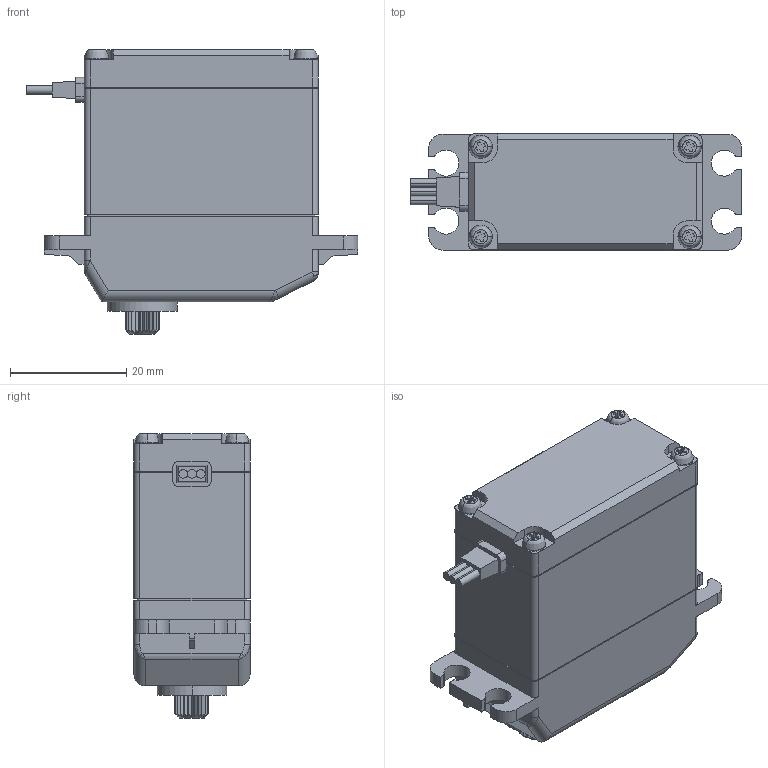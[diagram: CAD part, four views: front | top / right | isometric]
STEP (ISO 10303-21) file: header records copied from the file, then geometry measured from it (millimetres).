
FILE_DESCRIPTION (( 'STEP AP203' ), '1' );
FILE_NAME ('Savox SA1230SG.STEP', '2019-04-03T06:48:25', ( '' ), ( '' ), 'SwSTEP 2.0', 'SolidWorks 2016', '' );
FILE_SCHEMA (( 'CONFIG_CONTROL_DESIGN' ));
Length unit declared in the file: millimetre
Products named in the file (1): Savox SA1230SG
Bounding box: 57.15 x 20 x 49.1 mm (x, y, z)
Volume: 35092.1 mm3; surface area: 7894.5 mm2
Topology: 1 solids, 1 shells, 550 faces, 1511 edges, 993 vertices
Faces by surface type: plane 300, cylinder 163, bspline 83, cone 4
Entity records: 22420 total; most frequent: CARTESIAN_POINT 8822, ORIENTED_EDGE 3010, DIRECTION 2527, EDGE_CURVE 1505, VERTEX_POINT 993, LINE 971, VECTOR 971, AXIS2_PLACEMENT_3D 778
